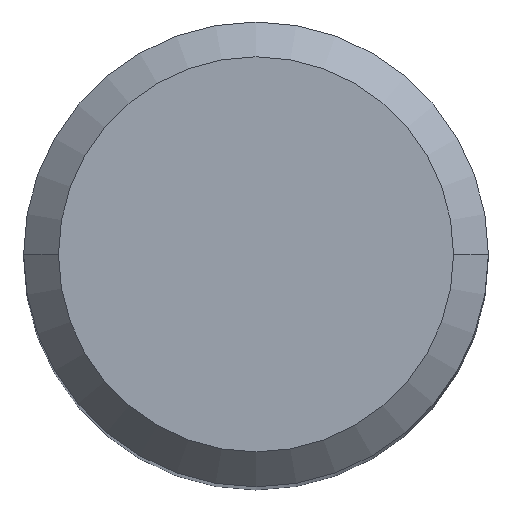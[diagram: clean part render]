
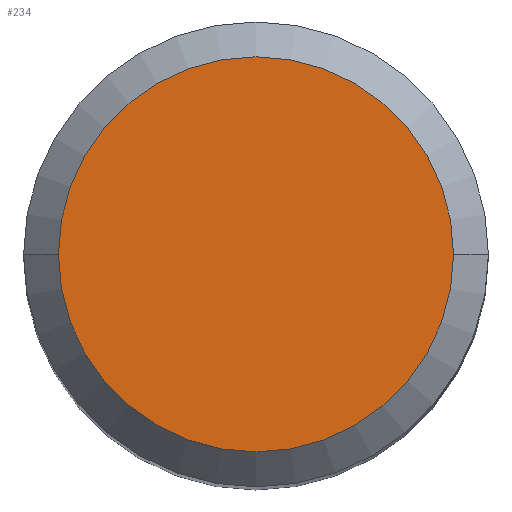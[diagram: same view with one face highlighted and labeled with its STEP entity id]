
A CAD part, top view. The second image highlights one B-rep face of the part: STEP entity #234.
In plain terms, the highlighted planar face has unit normal (0, 0, 1).
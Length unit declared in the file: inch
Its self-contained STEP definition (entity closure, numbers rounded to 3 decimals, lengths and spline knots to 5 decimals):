
#24 = CARTESIAN_POINT ( 'NONE',  ( 0.16732, 0., 0. ) ) ;
#29 = AXIS2_PLACEMENT_3D ( 'NONE', #361, #98, #253 ) ;
#39 = AXIS2_PLACEMENT_3D ( 'NONE', #177, #148, #235 ) ;
#46 = EDGE_LOOP ( 'NONE', ( #63, #270 ) ) ;
#49 = VERTEX_POINT ( 'NONE', #491 ) ;
#63 = ORIENTED_EDGE ( 'NONE', *, *, #176, .T. ) ;
#79 = EDGE_CURVE ( 'NONE', #182, #49, #447, .T. ) ;
#96 = AXIS2_PLACEMENT_3D ( 'NONE', #152, #450, #371 ) ;
#98 = DIRECTION ( 'NONE',  ( 0., 0., 1. ) ) ;
#122 = PLANE ( 'NONE',  #96 ) ;
#148 = DIRECTION ( 'NONE',  ( 0., 0., 1. ) ) ;
#152 = CARTESIAN_POINT ( 'NONE',  ( 0., 0., 0. ) ) ;
#176 = EDGE_CURVE ( 'NONE', #49, #182, #290, .T. ) ;
#177 = CARTESIAN_POINT ( 'NONE',  ( 0., 0., 0. ) ) ;
#182 = VERTEX_POINT ( 'NONE', #24 ) ;
#194 = FACE_OUTER_BOUND ( 'NONE', #46, .T. ) ;
#234 = ADVANCED_FACE ( 'NONE', ( #194 ), #122, .F. ) ;
#235 = DIRECTION ( 'NONE',  ( 1., 0., 0. ) ) ;
#253 = DIRECTION ( 'NONE',  ( 1., 0., 0. ) ) ;
#270 = ORIENTED_EDGE ( 'NONE', *, *, #79, .T. ) ;
#290 = CIRCLE ( 'NONE', #29, 0.16732 ) ;
#361 = CARTESIAN_POINT ( 'NONE',  ( 0., 0., 0. ) ) ;
#371 = DIRECTION ( 'NONE',  ( -1., 0., 0. ) ) ;
#447 = CIRCLE ( 'NONE', #39, 0.16732 ) ;
#450 = DIRECTION ( 'NONE',  ( 0., 0., -1. ) ) ;
#491 = CARTESIAN_POINT ( 'NONE',  ( -0.16732, 0., 0. ) ) ;
